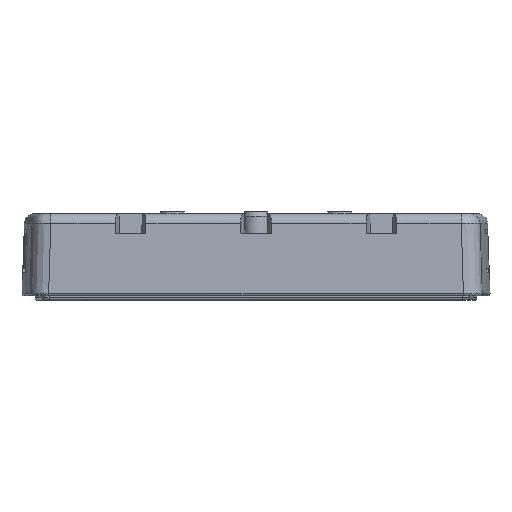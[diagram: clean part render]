
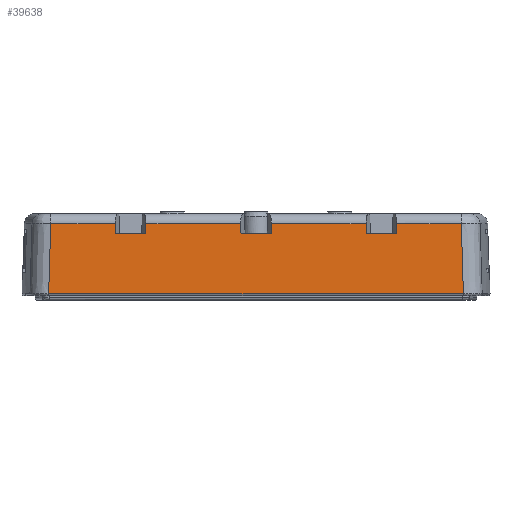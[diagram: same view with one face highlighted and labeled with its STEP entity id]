
A CAD part, left-side view. The second image highlights one B-rep face of the part: STEP entity #39638.
In plain terms, the highlighted planar face has unit normal (-0.999, 0, 0.035).
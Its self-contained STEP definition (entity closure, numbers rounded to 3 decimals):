
#39529=AXIS2_PLACEMENT_3D('Plane Axis2P3D',#39526,#39527,#39528) ;
#37311=CARTESIAN_POINT('Vertex',(0.,118.778,14.517)) ;
#37409=CARTESIAN_POINT('Vertex',(0.,7.163,14.517)) ;
#37673=CARTESIAN_POINT('Control Point',(0.659,7.728,33.394)) ;
#37674=CARTESIAN_POINT('Control Point',(0.439,7.54,27.102)) ;
#37675=CARTESIAN_POINT('Control Point',(0.22,7.351,20.81)) ;
#37676=CARTESIAN_POINT('Control Point',(0.,7.163,14.517)) ;
#37677=CARTESIAN_POINT('Vertex',(0.659,7.728,33.394)) ;
#39175=CARTESIAN_POINT('Line Origine',(0.,2.835,14.517)) ;
#39210=CARTESIAN_POINT('Control Point',(0.659,118.213,33.394)) ;
#39211=CARTESIAN_POINT('Control Point',(0.439,118.401,27.102)) ;
#39212=CARTESIAN_POINT('Control Point',(0.22,118.59,20.81)) ;
#39213=CARTESIAN_POINT('Control Point',(0.,118.778,14.517)) ;
#39214=CARTESIAN_POINT('Vertex',(0.659,118.213,33.394)) ;
#39526=CARTESIAN_POINT('Axis2P3D Location',(-0.018,2.835,14.)) ;
#39531=CARTESIAN_POINT('Line Origine',(0.659,16.419,33.394)) ;
#39535=CARTESIAN_POINT('Vertex',(0.659,25.11,33.394)) ;
#39538=CARTESIAN_POINT('Line Origine',(0.61,25.147,31.997)) ;
#39542=CARTESIAN_POINT('Vertex',(0.562,25.185,30.6)) ;
#39545=CARTESIAN_POINT('Line Origine',(0.562,29.222,30.6)) ;
#39549=CARTESIAN_POINT('Vertex',(0.562,33.259,30.6)) ;
#39552=CARTESIAN_POINT('Line Origine',(0.61,33.296,31.997)) ;
#39556=CARTESIAN_POINT('Vertex',(0.659,33.334,33.394)) ;
#39559=CARTESIAN_POINT('Line Origine',(0.659,46.097,33.394)) ;
#39563=CARTESIAN_POINT('Vertex',(0.659,58.86,33.394)) ;
#39566=CARTESIAN_POINT('Line Origine',(0.61,58.897,31.997)) ;
#39570=CARTESIAN_POINT('Vertex',(0.562,58.935,30.6)) ;
#39573=CARTESIAN_POINT('Line Origine',(0.562,62.972,30.6)) ;
#39577=CARTESIAN_POINT('Vertex',(0.562,67.009,30.6)) ;
#39580=CARTESIAN_POINT('Line Origine',(0.61,67.046,31.997)) ;
#39584=CARTESIAN_POINT('Vertex',(0.659,67.084,33.394)) ;
#39587=CARTESIAN_POINT('Line Origine',(0.659,79.847,33.394)) ;
#39591=CARTESIAN_POINT('Vertex',(0.659,92.61,33.394)) ;
#39594=CARTESIAN_POINT('Line Origine',(0.61,92.647,31.997)) ;
#39598=CARTESIAN_POINT('Vertex',(0.562,92.685,30.6)) ;
#39601=CARTESIAN_POINT('Line Origine',(0.562,96.722,30.6)) ;
#39605=CARTESIAN_POINT('Vertex',(0.562,100.759,30.6)) ;
#39608=CARTESIAN_POINT('Line Origine',(0.61,100.796,31.997)) ;
#39612=CARTESIAN_POINT('Vertex',(0.659,100.834,33.394)) ;
#39615=CARTESIAN_POINT('Line Origine',(0.659,109.523,33.394)) ;
#39176=DIRECTION('Vector Direction',(0.,1.,0.)) ;
#39527=DIRECTION('Axis2P3D Direction',(-0.999,0.,0.035)) ;
#39528=DIRECTION('Axis2P3D XDirection',(-0.035,0.,-0.999)) ;
#39532=DIRECTION('Vector Direction',(0.,1.,0.)) ;
#39539=DIRECTION('Vector Direction',(0.035,-0.027,0.999)) ;
#39546=DIRECTION('Vector Direction',(0.,1.,0.)) ;
#39553=DIRECTION('Vector Direction',(-0.035,-0.027,-0.999)) ;
#39560=DIRECTION('Vector Direction',(0.,1.,0.)) ;
#39567=DIRECTION('Vector Direction',(-0.035,0.027,-0.999)) ;
#39574=DIRECTION('Vector Direction',(0.,-1.,0.)) ;
#39581=DIRECTION('Vector Direction',(0.035,0.027,0.999)) ;
#39588=DIRECTION('Vector Direction',(0.,1.,0.)) ;
#39595=DIRECTION('Vector Direction',(-0.035,0.027,-0.999)) ;
#39602=DIRECTION('Vector Direction',(0.,-1.,0.)) ;
#39609=DIRECTION('Vector Direction',(0.035,0.027,0.999)) ;
#39616=DIRECTION('Vector Direction',(0.,1.,0.)) ;
#39177=VECTOR('Line Direction',#39176,1.) ;
#39533=VECTOR('Line Direction',#39532,1.) ;
#39540=VECTOR('Line Direction',#39539,1.) ;
#39547=VECTOR('Line Direction',#39546,1.) ;
#39554=VECTOR('Line Direction',#39553,1.) ;
#39561=VECTOR('Line Direction',#39560,1.) ;
#39568=VECTOR('Line Direction',#39567,1.) ;
#39575=VECTOR('Line Direction',#39574,1.) ;
#39582=VECTOR('Line Direction',#39581,1.) ;
#39589=VECTOR('Line Direction',#39588,1.) ;
#39596=VECTOR('Line Direction',#39595,1.) ;
#39603=VECTOR('Line Direction',#39602,1.) ;
#39610=VECTOR('Line Direction',#39609,1.) ;
#39617=VECTOR('Line Direction',#39616,1.) ;
#39621=ORIENTED_EDGE('',*,*,#39216,.T.) ;
#39622=ORIENTED_EDGE('',*,*,#39179,.T.) ;
#39623=ORIENTED_EDGE('',*,*,#37679,.T.) ;
#39624=ORIENTED_EDGE('',*,*,#39537,.T.) ;
#39625=ORIENTED_EDGE('',*,*,#39544,.F.) ;
#39626=ORIENTED_EDGE('',*,*,#39551,.T.) ;
#39627=ORIENTED_EDGE('',*,*,#39558,.F.) ;
#39628=ORIENTED_EDGE('',*,*,#39565,.T.) ;
#39629=ORIENTED_EDGE('',*,*,#39572,.T.) ;
#39630=ORIENTED_EDGE('',*,*,#39579,.F.) ;
#39631=ORIENTED_EDGE('',*,*,#39586,.T.) ;
#39632=ORIENTED_EDGE('',*,*,#39593,.T.) ;
#39633=ORIENTED_EDGE('',*,*,#39600,.T.) ;
#39634=ORIENTED_EDGE('',*,*,#39607,.F.) ;
#39635=ORIENTED_EDGE('',*,*,#39614,.T.) ;
#39636=ORIENTED_EDGE('',*,*,#39619,.T.) ;
#39638=ADVANCED_FACE('1469360-1-0.1\\1002\\BREP_WITH_VOIDS #58',(#39637),#39530,.T.) ;
#37679=EDGE_CURVE('',#37410,#37678,#37672,.F.) ;
#39179=EDGE_CURVE('',#37312,#37410,#39178,.F.) ;
#39216=EDGE_CURVE('',#39215,#37312,#39209,.T.) ;
#39537=EDGE_CURVE('',#37678,#39536,#39534,.T.) ;
#39544=EDGE_CURVE('',#39543,#39536,#39541,.T.) ;
#39551=EDGE_CURVE('',#39543,#39550,#39548,.T.) ;
#39558=EDGE_CURVE('',#39557,#39550,#39555,.T.) ;
#39565=EDGE_CURVE('',#39557,#39564,#39562,.T.) ;
#39572=EDGE_CURVE('',#39564,#39571,#39569,.T.) ;
#39579=EDGE_CURVE('',#39578,#39571,#39576,.T.) ;
#39586=EDGE_CURVE('',#39578,#39585,#39583,.T.) ;
#39593=EDGE_CURVE('',#39585,#39592,#39590,.T.) ;
#39600=EDGE_CURVE('',#39592,#39599,#39597,.T.) ;
#39607=EDGE_CURVE('',#39606,#39599,#39604,.T.) ;
#39614=EDGE_CURVE('',#39606,#39613,#39611,.T.) ;
#39619=EDGE_CURVE('',#39613,#39215,#39618,.T.) ;
#39620=EDGE_LOOP('',(#39621,#39622,#39623,#39624,#39625,#39626,#39627,#39628,#39629,#39630,#39631,#39632,#39633,#39634,#39635,#39636)) ;
#39637=FACE_OUTER_BOUND('',#39620,.T.) ;
#39178=LINE('Line',#39175,#39177) ;
#39534=LINE('Line',#39531,#39533) ;
#39541=LINE('Line',#39538,#39540) ;
#39548=LINE('Line',#39545,#39547) ;
#39555=LINE('Line',#39552,#39554) ;
#39562=LINE('Line',#39559,#39561) ;
#39569=LINE('Line',#39566,#39568) ;
#39576=LINE('Line',#39573,#39575) ;
#39583=LINE('Line',#39580,#39582) ;
#39590=LINE('Line',#39587,#39589) ;
#39597=LINE('Line',#39594,#39596) ;
#39604=LINE('Line',#39601,#39603) ;
#39611=LINE('Line',#39608,#39610) ;
#39618=LINE('Line',#39615,#39617) ;
#39530=PLANE('',#39529) ;
#37312=VERTEX_POINT('',#37311) ;
#37410=VERTEX_POINT('',#37409) ;
#37678=VERTEX_POINT('',#37677) ;
#39215=VERTEX_POINT('',#39214) ;
#39536=VERTEX_POINT('',#39535) ;
#39543=VERTEX_POINT('',#39542) ;
#39550=VERTEX_POINT('',#39549) ;
#39557=VERTEX_POINT('',#39556) ;
#39564=VERTEX_POINT('',#39563) ;
#39571=VERTEX_POINT('',#39570) ;
#39578=VERTEX_POINT('',#39577) ;
#39585=VERTEX_POINT('',#39584) ;
#39592=VERTEX_POINT('',#39591) ;
#39599=VERTEX_POINT('',#39598) ;
#39606=VERTEX_POINT('',#39605) ;
#39613=VERTEX_POINT('',#39612) ;
#37672=(BOUNDED_CURVE()B_SPLINE_CURVE(3,(#37673,#37674,#37675,#37676),.UNSPECIFIED.,.F.,.U.)B_SPLINE_CURVE_WITH_KNOTS((4,4),(0.114,19.011),.UNSPECIFIED.)CURVE()GEOMETRIC_REPRESENTATION_ITEM()RATIONAL_B_SPLINE_CURVE((1.,1.,1.,1.))REPRESENTATION_ITEM('')) ;
#39209=(BOUNDED_CURVE()B_SPLINE_CURVE(3,(#39210,#39211,#39212,#39213),.UNSPECIFIED.,.F.,.U.)B_SPLINE_CURVE_WITH_KNOTS((4,4),(0.114,19.011),.UNSPECIFIED.)CURVE()GEOMETRIC_REPRESENTATION_ITEM()RATIONAL_B_SPLINE_CURVE((1.,1.,1.,1.))REPRESENTATION_ITEM('')) ;
